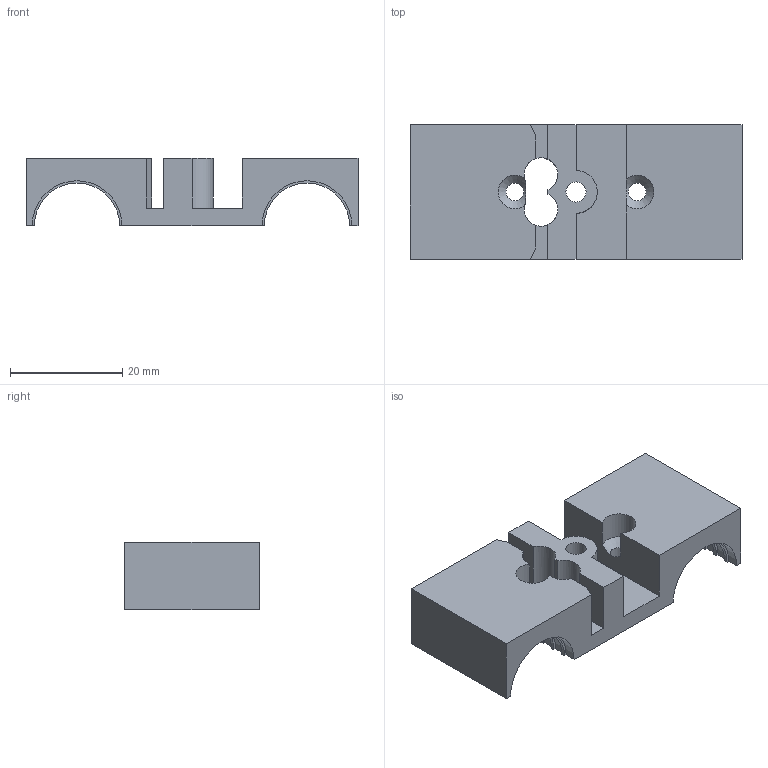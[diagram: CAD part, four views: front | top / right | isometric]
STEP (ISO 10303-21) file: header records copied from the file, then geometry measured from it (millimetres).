
FILE_DESCRIPTION(/* description */ (''),/* implementation_level */ '2;1');
FILE_NAME(/* name */ 'X-Schlitten.step',/* time_stamp */ '2024-03-23T17:55:47+01:00',/* author */ (''),/* organization */ (''),/* preprocessor_version */ 'ST-DEVELOPER v20',/* originating_system */ 'Autodesk Translation Framework v12.20.1.177',/* authorisation */ '');
FILE_SCHEMA (('AUTOMOTIVE_DESIGN { 1 0 10303 214 3 1 1 }'));
Length unit declared in the file: millimetre
Products named in the file (1): X-Schlitten
Bounding box: 59.2 x 24 x 12 mm (x, y, z)
Volume: 9185 mm3; surface area: 6132 mm2
Topology: 1 solids, 1 shells, 92 faces, 277 edges, 184 vertices
Faces by surface type: plane 52, cylinder 38, cone 2
Full cylindrical faces by diameter (mm): 3.2 x2, 3.6 x1
Entity records: 3167 total; most frequent: CARTESIAN_POINT 570, ORIENTED_EDGE 554, DIRECTION 539, EDGE_CURVE 277, LINE 191, VECTOR 191, VERTEX_POINT 184, AXIS2_PLACEMENT_3D 174
